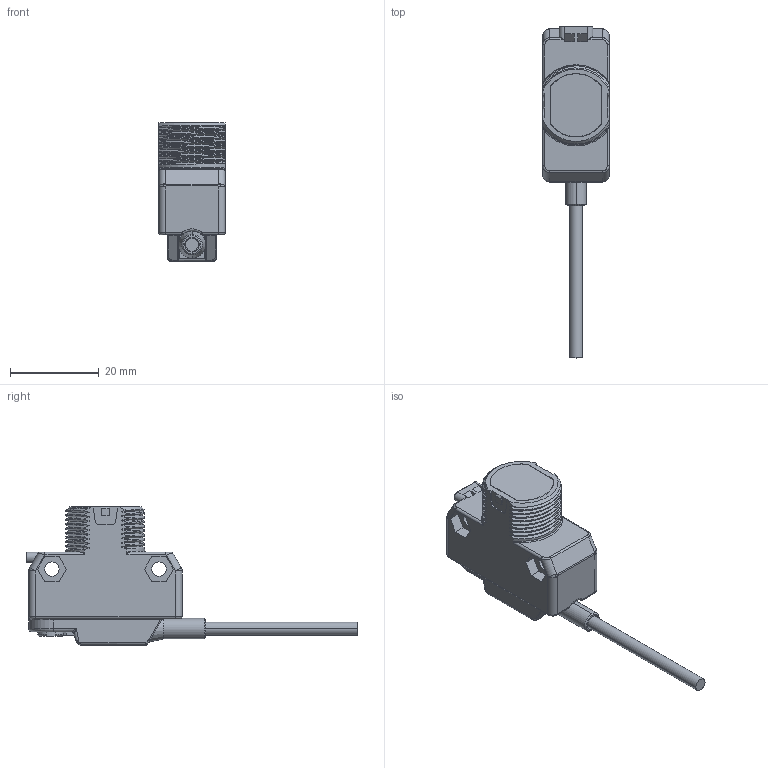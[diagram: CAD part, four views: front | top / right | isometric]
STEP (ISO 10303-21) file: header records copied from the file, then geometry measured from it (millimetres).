
FILE_DESCRIPTION((''),'2;1');
FILE_NAME('139700_SW','2009-03-16T',('banengservice'),('BANNER ENGINEERING'),'PRO/ENGINEER BY PARAMETRIC TECHNOLOGY CORPORATION, 2006170','PRO/ENGINEER BY PARAMETRIC TECHNOLOGY CORPORATION, 2006170','');
FILE_SCHEMA(('CONFIG_CONTROL_DESIGN'));
Length unit declared in the file: inch
Products named in the file (1): 139700_SW
Bounding box: 15 x 74.71 x 31.12 mm (x, y, z)
Volume: 6641.2 mm3; surface area: 8855.8 mm2
Topology: 2 solids, 2 shells, 907 faces, 2310 edges, 1449 vertices
Faces by surface type: plane 439, cylinder 259, bspline 117, torus 57, cone 25, sphere 10
Entity records: 34092 total; most frequent: CARTESIAN_POINT 12741, ORIENTED_EDGE 4616, DIRECTION 4158, EDGE_CURVE 2308, VERTEX_POINT 1449, AXIS2_PLACEMENT_3D 1388, VECTOR 1382, LINE 1382
